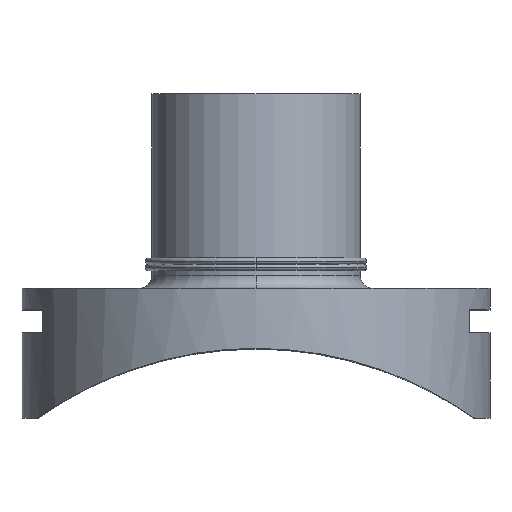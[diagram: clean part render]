
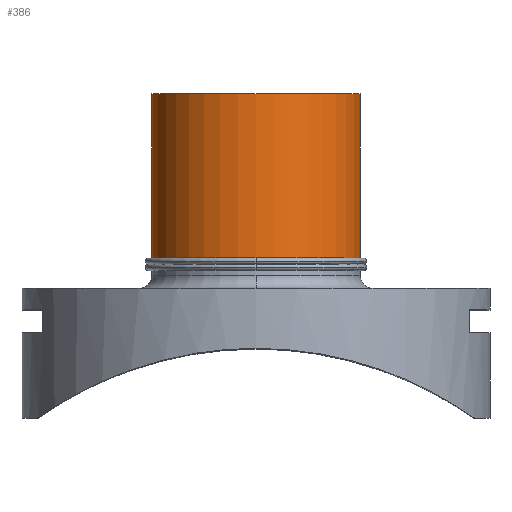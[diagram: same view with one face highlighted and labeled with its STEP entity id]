
A CAD part, top view. The second image highlights one B-rep face of the part: STEP entity #386.
In plain terms, the highlighted cylindrical face has radius 62.5 mm (diameter 125 mm), a partial arc.
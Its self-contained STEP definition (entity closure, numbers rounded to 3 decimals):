
#312 = EDGE_CURVE( '', #456, #698, #800, .T. );
#326 = VERTEX_POINT( '', #816 );
#386 = ADVANCED_FACE( '', ( #884 ), #885, .T. );
#402 = EDGE_CURVE( '', #326, #466, #902, .T. );
#456 = VERTEX_POINT( '', #964 );
#466 = VERTEX_POINT( '', #974 );
#550 = EDGE_CURVE( '', #716, #456, #1069, .T. );
#612 = EDGE_CURVE( '', #466, #716, #1142, .T. );
#698 = VERTEX_POINT( '', #1235 );
#712 = EDGE_CURVE( '', #698, #326, #1251, .T. );
#716 = VERTEX_POINT( '', #1255 );
#800 = CIRCLE( '', #1416, 62.5 );
#816 = CARTESIAN_POINT( '', ( -62.5, 93.875, 0. ) );
#884 = FACE_OUTER_BOUND( '', #1518, .T. );
#885 = CYLINDRICAL_SURFACE( '', #1519, 62.5 );
#902 = CIRCLE( '', #1543, 62.5 );
#964 = CARTESIAN_POINT( '', ( 62.5, 194., 0. ) );
#974 = CARTESIAN_POINT( '', ( 0., 93.875, 62.5 ) );
#1069 = LINE( '', #1818, #1819 );
#1142 = CIRCLE( '', #1942, 62.5 );
#1235 = CARTESIAN_POINT( '', ( -62.5, 194., 0. ) );
#1251 = LINE( '', #2180, #2181 );
#1255 = CARTESIAN_POINT( '', ( 62.5, 93.875, 0. ) );
#1416 = AXIS2_PLACEMENT_3D( '', #2274, #2275, #2276 );
#1518 = EDGE_LOOP( '', ( #2387, #2388, #2389, #2390, #2391 ) );
#1519 = AXIS2_PLACEMENT_3D( '', #2392, #2393, #2394 );
#1543 = AXIS2_PLACEMENT_3D( '', #2411, #2412, #2413 );
#1818 = CARTESIAN_POINT( '', ( 62.5, 139.6, 0. ) );
#1819 = VECTOR( '', #2635, 1. );
#1942 = AXIS2_PLACEMENT_3D( '', #2726, #2727, #2728 );
#2180 = CARTESIAN_POINT( '', ( -62.5, 139.6, 0. ) );
#2181 = VECTOR( '', #2848, 1. );
#2274 = CARTESIAN_POINT( '', ( 0., 194., 0. ) );
#2275 = DIRECTION( '', ( 0., -1., 0. ) );
#2276 = DIRECTION( '', ( -1., 0., 0. ) );
#2387 = ORIENTED_EDGE( '', *, *, #712, .T. );
#2388 = ORIENTED_EDGE( '', *, *, #402, .T. );
#2389 = ORIENTED_EDGE( '', *, *, #612, .T. );
#2390 = ORIENTED_EDGE( '', *, *, #550, .T. );
#2391 = ORIENTED_EDGE( '', *, *, #312, .T. );
#2392 = CARTESIAN_POINT( '', ( 0., 139.6, 0. ) );
#2393 = DIRECTION( '', ( 0., 1., 0. ) );
#2394 = DIRECTION( '', ( -1., 0., 0. ) );
#2411 = CARTESIAN_POINT( '', ( 0., 93.875, 0. ) );
#2412 = DIRECTION( '', ( 0., 1., 0. ) );
#2413 = DIRECTION( '', ( -1., 0., 0. ) );
#2635 = DIRECTION( '', ( 0., 1., 0. ) );
#2726 = CARTESIAN_POINT( '', ( 0., 93.875, 0. ) );
#2727 = DIRECTION( '', ( 0., 1., 0. ) );
#2728 = DIRECTION( '', ( -1., 0., 0. ) );
#2848 = DIRECTION( '', ( 0., -1., 0. ) );
